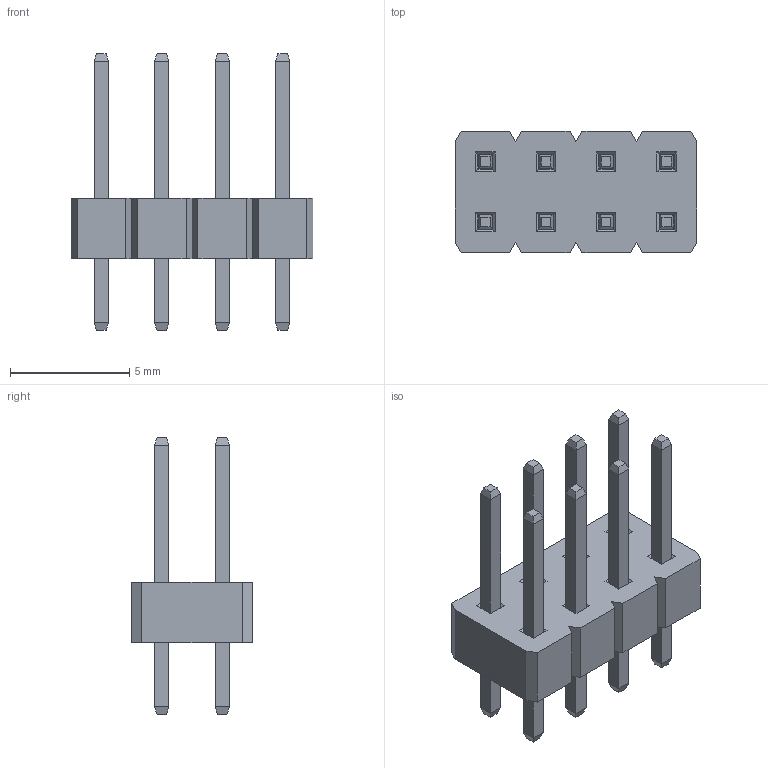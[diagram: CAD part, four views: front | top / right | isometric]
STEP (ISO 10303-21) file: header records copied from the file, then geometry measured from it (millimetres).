
FILE_DESCRIPTION (( 'STEP AP203' ), '1' );
FILE_NAME ('074-0102-000_4.step_Default_sldprt.STEP', '2020-11-13T20:10:31', ( '' ), ( '' ), 'SwSTEP 2.0', 'SolidWorks 2019', '' );
FILE_SCHEMA (( 'CONFIG_CONTROL_DESIGN' ));
Length unit declared in the file: inch
Products named in the file (1): 074-0102-000_4.step_Default_sldprt
Bounding box: 10.16 x 5.08 x 11.6 mm (x, y, z)
Volume: 153.9 mm3; surface area: 451.8 mm2
Topology: 9 solids, 9 shells, 204 faces, 462 edges, 276 vertices
Faces by surface type: plane 204
Entity records: 5553 total; most frequent: CARTESIAN_POINT 943, ORIENTED_EDGE 924, DIRECTION 872, LINE 462, VECTOR 462, EDGE_CURVE 462, VERTEX_POINT 276, EDGE_LOOP 220
